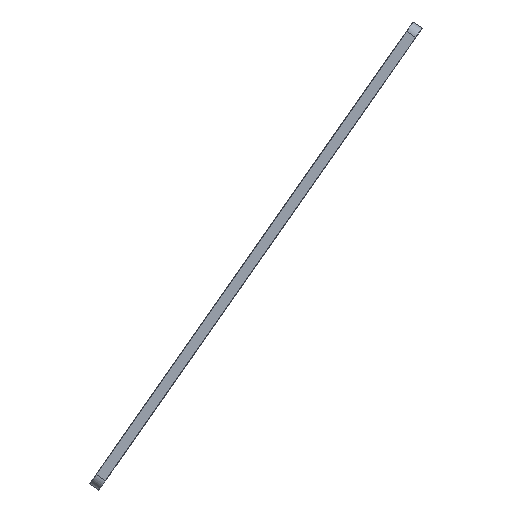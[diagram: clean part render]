
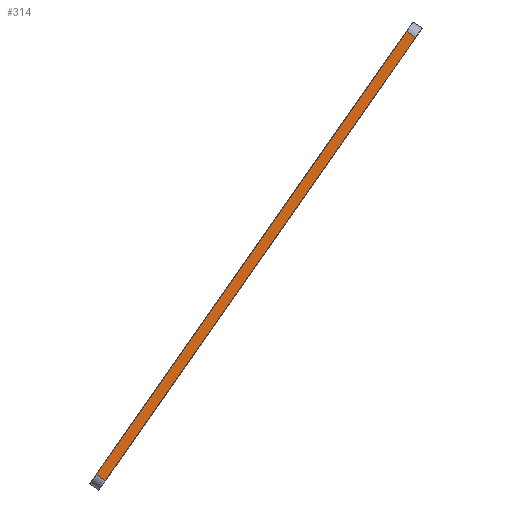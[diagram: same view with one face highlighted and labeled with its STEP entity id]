
A CAD part, left-side view. The second image highlights one B-rep face of the part: STEP entity #314.
In plain terms, the highlighted planar face has unit normal (-1, 0, 0).
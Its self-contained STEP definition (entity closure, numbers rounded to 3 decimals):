
#256=CARTESIAN_POINT('',(-98.654,-47.602,97.381));
#257=VERTEX_POINT('',#256);
#265=CARTESIAN_POINT('',(-98.654,-49.24,96.234));
#266=VERTEX_POINT('',#265);
#267=CARTESIAN_POINT('',(-98.654,-49.24,96.234));
#268=DIRECTION('',(0.,0.819,0.574));
#269=VECTOR('',#268,2.);
#270=LINE('',#267,#269);
#271=EDGE_CURVE('',#266,#257,#270,.T.);
#284=CARTESIAN_POINT('',(-98.654,-21.106,56.054));
#285=DIRECTION('',(-1.,0.,0.));
#286=DIRECTION('',(0.,0.,1.));
#287=AXIS2_PLACEMENT_3D('',#284,#285,#286);
#288=PLANE('',#287);
#289=CARTESIAN_POINT('',(-98.654,8.666,17.022));
#290=VERTEX_POINT('',#289);
#291=CARTESIAN_POINT('',(-98.654,8.666,17.022));
#292=DIRECTION('',(0.,-0.574,0.819));
#293=VECTOR('',#292,98.1);
#294=LINE('',#291,#293);
#295=EDGE_CURVE('',#290,#257,#294,.T.);
#296=ORIENTED_EDGE('',*,*,#295,.F.);
#297=CARTESIAN_POINT('',(-98.654,7.027,15.875));
#298=VERTEX_POINT('',#297);
#299=CARTESIAN_POINT('',(-98.654,7.027,15.875));
#300=DIRECTION('',(0.,0.819,0.574));
#301=VECTOR('',#300,2.);
#302=LINE('',#299,#301);
#303=EDGE_CURVE('',#298,#290,#302,.T.);
#304=ORIENTED_EDGE('',*,*,#303,.F.);
#305=CARTESIAN_POINT('',(-98.654,7.027,15.875));
#306=DIRECTION('',(0.,-0.574,0.819));
#307=VECTOR('',#306,98.1);
#308=LINE('',#305,#307);
#309=EDGE_CURVE('',#298,#266,#308,.T.);
#310=ORIENTED_EDGE('',*,*,#309,.T.);
#311=ORIENTED_EDGE('',*,*,#271,.T.);
#312=EDGE_LOOP('',(#296,#304,#310,#311));
#313=FACE_BOUND('',#312,.T.);
#314=ADVANCED_FACE('',(#313),#288,.T.);
